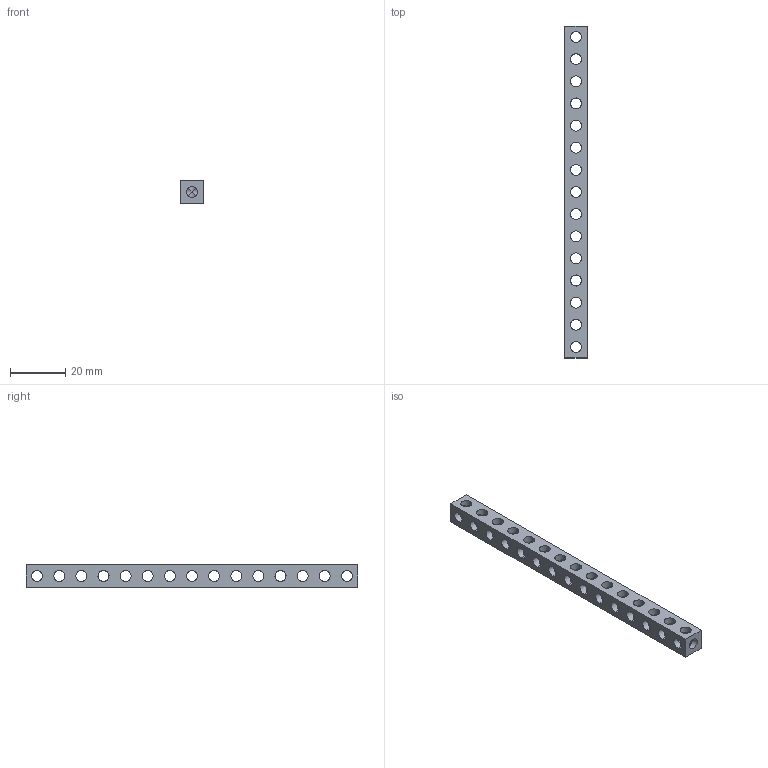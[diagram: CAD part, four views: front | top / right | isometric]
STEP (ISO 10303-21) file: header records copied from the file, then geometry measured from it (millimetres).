
FILE_DESCRIPTION(('FreeCAD Model'),'2;1');
FILE_NAME('Open CASCADE Shape Model','2023-06-16T22:03:02',( 'Roman Kuzmenko'),('OpenVMP'),'Open CASCADE STEP processor 7.6', 'FreeCAD','Unknown');
FILE_SCHEMA(('AP242_MANAGED_MODEL_BASED_3D_ENGINEERING_MIM_LF. {1 0 10303 442 1 1 4 }'));
Length unit declared in the file: millimetre
Products named in the file (2): Part; Body
Assembly tree (1 placements, depth 2):
  Part
    Body
Bounding box: 8 x 120 x 8 mm (x, y, z)
Volume: 5144.3 mm3; surface area: 5331 mm2
Topology: 1 solids, 1 shells, 130 faces, 408 edges, 244 vertices
Faces by surface type: cylinder 124, plane 6
Full cylindrical faces by diameter (mm): 4.02 x4
Entity records: 17623 total; most frequent: CARTESIAN_POINT 10264, DIRECTION 1159, ORIENTED_EDGE 816, PCURVE 816, DEFINITIONAL_REPRESENTATION 816, LINE 530, VECTOR 530, EDGE_CURVE 408
